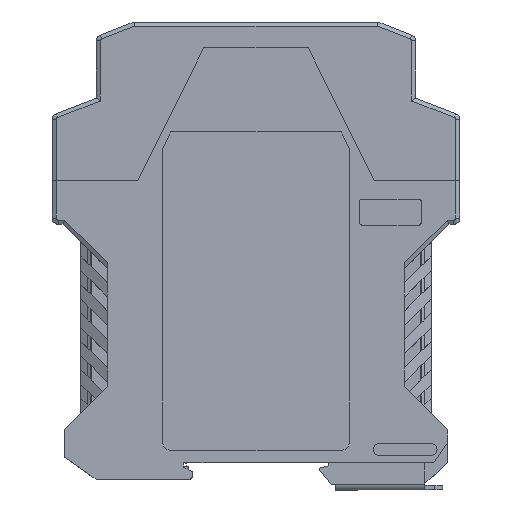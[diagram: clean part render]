
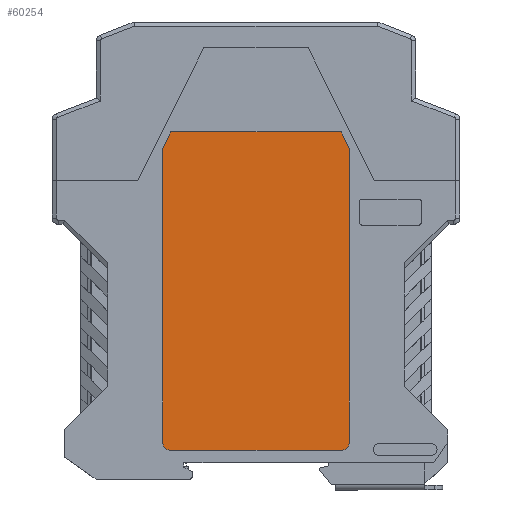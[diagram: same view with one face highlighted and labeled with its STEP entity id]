
A CAD part, top view. The second image highlights one B-rep face of the part: STEP entity #60254.
In plain terms, the highlighted face is planar.
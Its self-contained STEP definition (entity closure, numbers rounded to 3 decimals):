
#407=CIRCLE('',#62849,2.);
#408=CIRCLE('',#62850,2.);
#4460=FACE_OUTER_BOUND('',#7722,.T.);
#7722=EDGE_LOOP('',(#50738,#50739,#50740,#50741,#50742,#50743,#50744,#50745));
#15170=LINE('',#99915,#21551);
#15172=LINE('',#99919,#21553);
#15173=LINE('',#99922,#21554);
#15174=LINE('',#99924,#21555);
#15175=LINE('',#99926,#21556);
#15176=LINE('',#99930,#21557);
#21551=VECTOR('',#73272,4.472);
#21553=VECTOR('',#73276,71.3);
#21554=VECTOR('',#73279,41.3);
#21555=VECTOR('',#73280,4.472);
#21556=VECTOR('',#73281,71.3);
#21557=VECTOR('',#73284,41.3);
#27281=VERTEX_POINT('',#99911);
#27282=VERTEX_POINT('',#99913);
#27283=VERTEX_POINT('',#99917);
#27284=VERTEX_POINT('',#99921);
#27285=VERTEX_POINT('',#99923);
#27286=VERTEX_POINT('',#99925);
#27287=VERTEX_POINT('',#99927);
#27288=VERTEX_POINT('',#99929);
#35264=EDGE_CURVE('',#27281,#27282,#15170,.T.);
#35266=EDGE_CURVE('',#27283,#27281,#15172,.T.);
#35267=EDGE_CURVE('',#27282,#27284,#15173,.T.);
#35268=EDGE_CURVE('',#27284,#27285,#15174,.T.);
#35269=EDGE_CURVE('',#27285,#27286,#15175,.T.);
#35270=EDGE_CURVE('',#27287,#27286,#407,.T.);
#35271=EDGE_CURVE('',#27287,#27288,#15176,.T.);
#35272=EDGE_CURVE('',#27283,#27288,#408,.T.);
#50738=ORIENTED_EDGE('',*,*,#35267,.T.);
#50739=ORIENTED_EDGE('',*,*,#35268,.T.);
#50740=ORIENTED_EDGE('',*,*,#35269,.T.);
#50741=ORIENTED_EDGE('',*,*,#35270,.F.);
#50742=ORIENTED_EDGE('',*,*,#35271,.T.);
#50743=ORIENTED_EDGE('',*,*,#35272,.F.);
#50744=ORIENTED_EDGE('',*,*,#35266,.T.);
#50745=ORIENTED_EDGE('',*,*,#35264,.T.);
#54762=PLANE('',#62848);
#60254=ADVANCED_FACE('',(#4460),#54762,.T.);
#62848=AXIS2_PLACEMENT_3D('',#99920,#73277,#73278);
#62849=AXIS2_PLACEMENT_3D('',#99928,#73282,#73283);
#62850=AXIS2_PLACEMENT_3D('',#99931,#73285,#73286);
#73272=DIRECTION('',(0.447,0.894,0.));
#73276=DIRECTION('',(0.,1.,0.));
#73277=DIRECTION('center_axis',(0.,0.,-1.));
#73278=DIRECTION('ref_axis',(-1.,0.,0.));
#73279=DIRECTION('',(1.,0.,0.));
#73280=DIRECTION('',(0.447,-0.894,0.));
#73281=DIRECTION('',(0.,-1.,0.));
#73282=DIRECTION('center_axis',(0.,0.,1.));
#73283=DIRECTION('ref_axis',(1.,0.,0.));
#73284=DIRECTION('',(-1.,0.,0.));
#73285=DIRECTION('center_axis',(0.,0.,1.));
#73286=DIRECTION('ref_axis',(1.,0.,0.));
#99911=CARTESIAN_POINT('',(-22.65,84.3,-11.1));
#99913=CARTESIAN_POINT('',(-20.65,88.3,-11.1));
#99915=CARTESIAN_POINT('',(-51.84,25.92,-11.1));
#99917=CARTESIAN_POINT('',(-22.65,13.,-11.1));
#99919=CARTESIAN_POINT('',(-22.65,0.,-11.1));
#99920=CARTESIAN_POINT('Origin',(-34.89,74.275,-11.1));
#99921=CARTESIAN_POINT('',(20.65,88.3,-11.1));
#99922=CARTESIAN_POINT('',(0.,88.3,-11.1));
#99923=CARTESIAN_POINT('',(22.65,84.3,-11.1));
#99924=CARTESIAN_POINT('',(51.84,25.92,-11.1));
#99925=CARTESIAN_POINT('',(22.65,13.,-11.1));
#99926=CARTESIAN_POINT('',(22.65,0.,-11.1));
#99927=CARTESIAN_POINT('',(20.65,11.,-11.1));
#99928=CARTESIAN_POINT('Origin',(20.65,13.,-11.1));
#99929=CARTESIAN_POINT('',(-20.65,11.,-11.1));
#99930=CARTESIAN_POINT('',(0.,11.,-11.1));
#99931=CARTESIAN_POINT('Origin',(-20.65,13.,-11.1));
